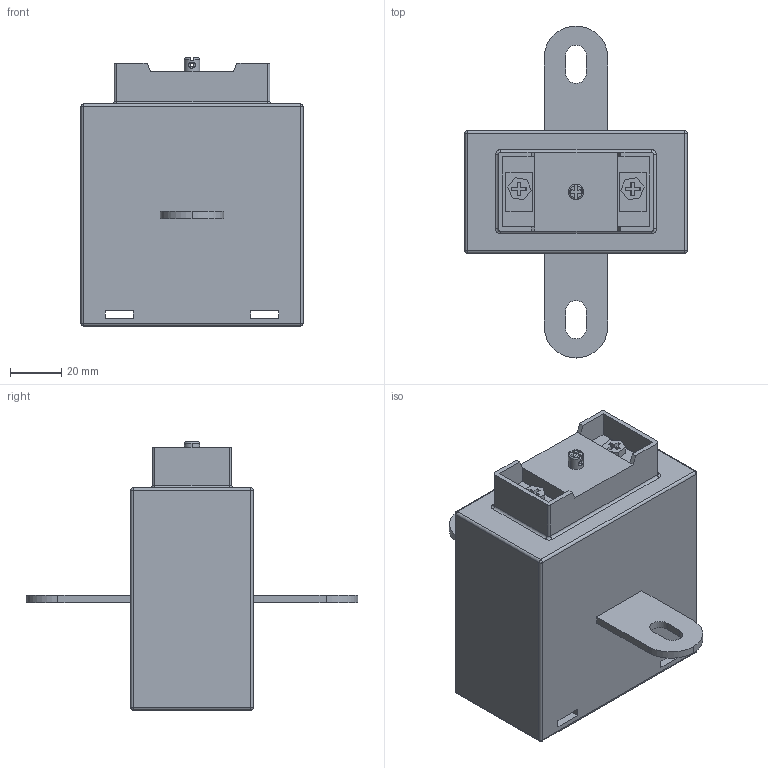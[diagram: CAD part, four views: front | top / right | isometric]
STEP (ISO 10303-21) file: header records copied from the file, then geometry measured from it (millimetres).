
FILE_DESCRIPTION (( 'STEP AP203' ), '1' );
FILE_NAME ('ﾒﾒﾝ-ﾀ ⅳ 5 蒡 300-5ﾀ.STEP', '2018-05-24T08:45:42', ( '' ), ( '' ), 'SwSTEP 2.0', 'SolidWorks 2017', '' );
FILE_SCHEMA (( 'CONFIG_CONTROL_DESIGN' ));
Length unit declared in the file: millimetre
Products named in the file (1): ﾒﾒﾝ-ﾀ ⅳ 5 蒡 300-5ﾀ
Bounding box: 87 x 130 x 105 mm (x, y, z)
Volume: 385670.3 mm3; surface area: 42564.4 mm2
Topology: 1 solids, 1 shells, 161 faces, 418 edges, 261 vertices
Faces by surface type: plane 110, cylinder 32, sphere 8, torus 7, bspline 4
Entity records: 5313 total; most frequent: CARTESIAN_POINT 1325, ORIENTED_EDGE 820, DIRECTION 782, EDGE_CURVE 410, VECTOR 314, LINE 314, VERTEX_POINT 261, AXIS2_PLACEMENT_3D 234
